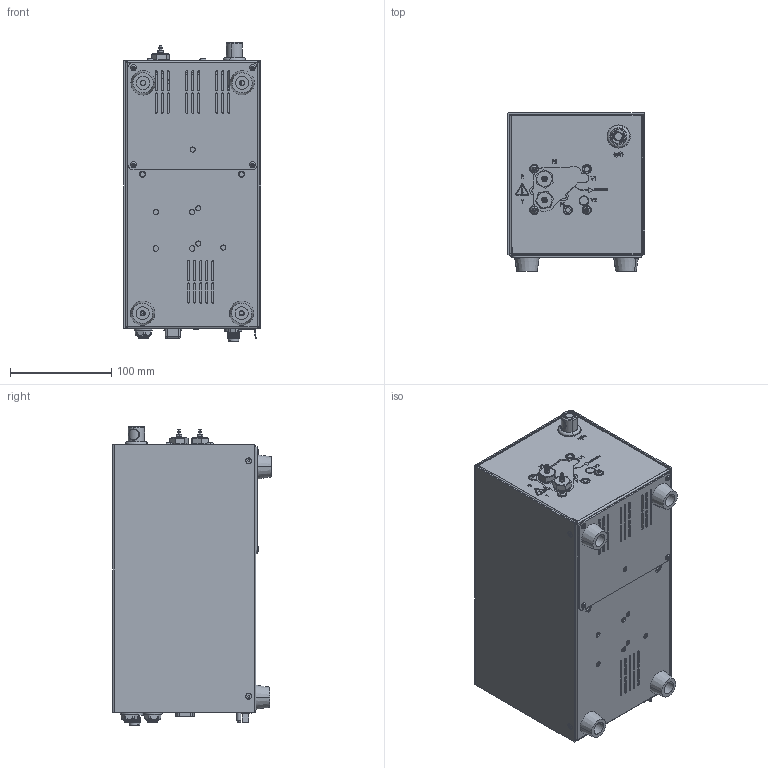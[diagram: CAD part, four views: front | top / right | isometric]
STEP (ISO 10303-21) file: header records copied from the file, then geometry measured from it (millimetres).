
FILE_DESCRIPTION (( 'STEP AP214' ), '1' );
FILE_NAME ('f28-plus-c step VANNE F6 VERSION 20-06-2017.STEP', '2017-06-20T14:13:51', ( '' ), ( '' ), 'SwSTEP 2.0', 'SolidWorks 2016', '' );
FILE_SCHEMA (( 'AUTOMOTIVE_DESIGN' ));
Length unit declared in the file: millimetre
Products named in the file (40): 9600549A-CONNECTOR-M12; _staubli_R10335120; f28-plus-c step VANNE F6 VERSION 20-06-2017; 6100012-016-M3X6X6-3; _R10315010; 6100012-016-M3X6X6-2; _R10310100_0; 6100012-016-M3X6X6-1; 6300110 RACCORD DROIT G1-8 2.5-4 M-01H-4; 6100012-016-M3X6X6; TRAVESRSEE DE CLOISON EGALE 4-6; Pièce10^f28-plus-c step; M3X5-1; Pièce9^f28-plus-c step; M3X5; 9530672B POLY F28+ FACE ARRIERE; 9510626C; VIS TETE BOMBEE CBHC M4-8 INOX; RS232; 9530671B POLY F28+ FACE AVANT; 9510261D CAPOT F28+; 6100278 VIS TETE BOMBEE CBHC M3-6 INOX; 6MM-TERMINAL-GROUND; 9510260B TRAPPE MAINTENANCE F28 PLUS; 9510259D CHASSIS F28 PLUS; 9320468 RACCORD DROIT 2,5-4 1-8G MALE + FILTRE 1; COLONNETTE A SERTIR PEM SO 3.5M3-10; T5010059_M12_CONNECTOR; PEM CLS M6-0; FF-001B-3; PEM CLS M3-2; FF-001B-2; 9510259C CHASSIS F28 PLUS PART 3; FF-001B-1; 9510259D CHASSIS F28 PLUS PART 1; FF-001B; 9200916a Piston poussoir dia 16 pour corps de poussoir S6; 9510259C CHASSIS F28 PLUS USB PLATE; 9600549A-CONNECTOR-M12-2; 6300079 Staubli RBE03.2100
Assembly tree (53 placements, depth 3):
  f28-plus-c step VANNE F6 VERSION 20-06-2017
    9510259D CHASSIS F28 PLUS
      9510259C CHASSIS F28 PLUS USB PLATE
      9510259D CHASSIS F28 PLUS PART 1
      9510259C CHASSIS F28 PLUS PART 3
      PEM CLS M3-2  x4
      PEM CLS M6-0  x2
      COLONNETTE A SERTIR PEM SO 3.5M3-10  x2
    6MM-TERMINAL-GROUND
    9510261D CAPOT F28+
    RS232
    9510626C
    M3X5
    M3X5-1
    TRAVESRSEE DE CLOISON EGALE 4-6  x3
    6100012-016-M3X6X6
    6100012-016-M3X6X6-1  x2
    6100012-016-M3X6X6-2
    6100012-016-M3X6X6-3  x2
    9600549A-CONNECTOR-M12
    9600549A-CONNECTOR-M12-2
    FF-001B
    FF-001B-1
    FF-001B-2
    FF-001B-3
    T5010059_M12_CONNECTOR
    9320468 RACCORD DROIT 2,5-4 1-8G MALE + FILTRE 1  x2
    9510260B TRAPPE MAINTENANCE F28 PLUS
    6100278 VIS TETE BOMBEE CBHC M3-6 INOX  x4
    9530671B POLY F28+ FACE AVANT
    VIS TETE BOMBEE CBHC M4-8 INOX  x3
    9530672B POLY F28+ FACE ARRIERE
    Pièce10^f28-plus-c step
    6300110 RACCORD DROIT G1-8 2.5-4 M-01H-4
    6300079 Staubli RBE03.2100
      _R10310100_0
      _R10315010
      _staubli_R10335120
    9200916a Piston poussoir dia 16 pour corps de poussoir S6
  Pièce9^f28-plus-c step
Bounding box: 136 x 157.1 x 296 mm (x, y, z)
Volume: 422436.1 mm3; surface area: 531741.2 mm2
Topology: 57 solids, 58 shells, 3985 faces, 15910 edges, 13066 vertices
Faces by surface type: plane 2692, cylinder 871, cone 297, torus 77, bspline 34, sphere 14
Entity records: 214955 total; most frequent: CARTESIAN_POINT 89417, ORIENTED_EDGE 29554, DIRECTION 19513, EDGE_CURVE 14787, VERTEX_POINT 12418, LINE 8943, VECTOR 8943, AXIS2_PLACEMENT_3D 5285
